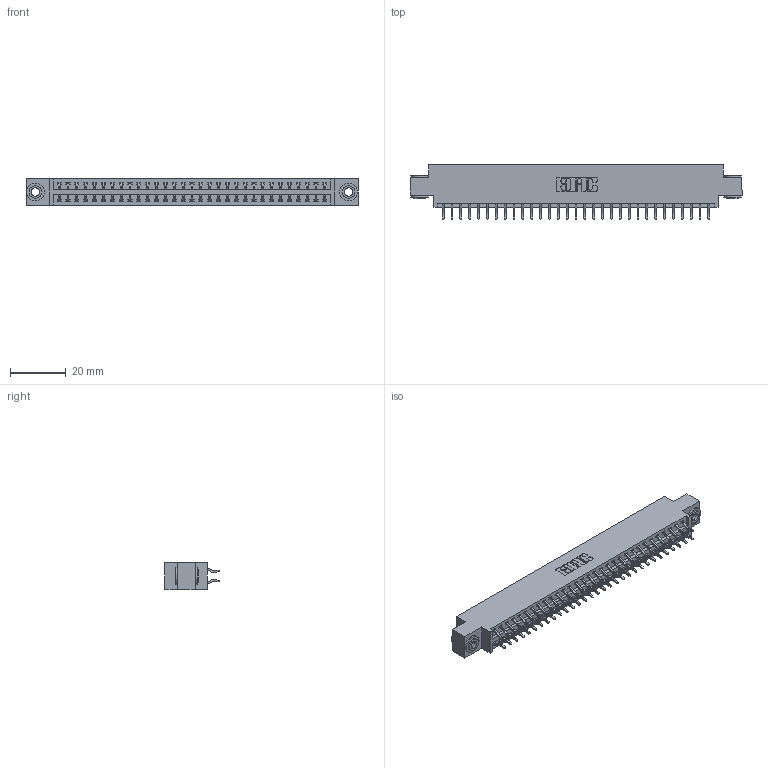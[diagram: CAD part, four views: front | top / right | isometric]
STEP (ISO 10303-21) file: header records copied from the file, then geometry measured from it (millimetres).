
FILE_DESCRIPTION (( 'STEP AP203' ), '1' );
FILE_NAME ('396-062-556-803.STEP', '2019-11-02T09:29:12', ( '' ), ( '' ), 'SwSTEP 2.0', 'SolidWorks 2016', '' );
FILE_SCHEMA (( 'CONFIG_CONTROL_DESIGN' ));
Length unit declared in the file: inch
Products named in the file (4): 346 Part_0.170 Offset - 0.156 Dia-TH; 345-292-001_556 Tail; 345-250-002_345-250-002-102; 396-062-556-803
Assembly tree (65 placements, depth 2):
  396-062-556-803
    346 Part_0.170 Offset - 0.156 Dia-TH
    345-292-001_556 Tail  x62
    345-250-002_345-250-002-102  x2
Bounding box: 119 x 19.57 x 9.4 mm (x, y, z)
Volume: 11380.8 mm3; surface area: 15806.9 mm2
Topology: 65 solids, 65 shells, 3760 faces, 11143 edges, 7342 vertices
Faces by surface type: plane 2508, cylinder 1244, cone 8
Entity records: 22714 total; most frequent: CARTESIAN_POINT 3751, ORIENTED_EDGE 3666, DIRECTION 3375, EDGE_CURVE 1833, VECTOR 1545, LINE 1545, VERTEX_POINT 1218, AXIS2_PLACEMENT_3D 915
